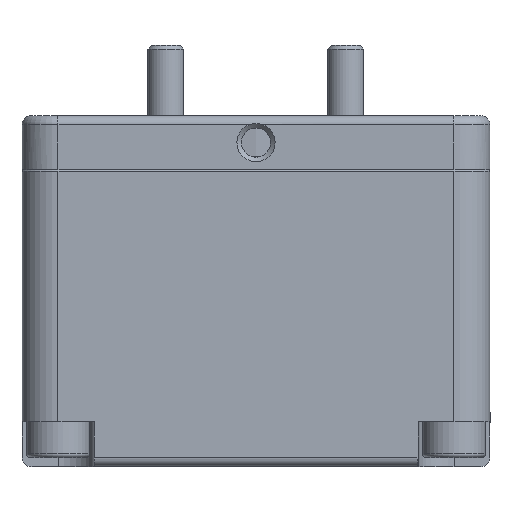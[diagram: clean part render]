
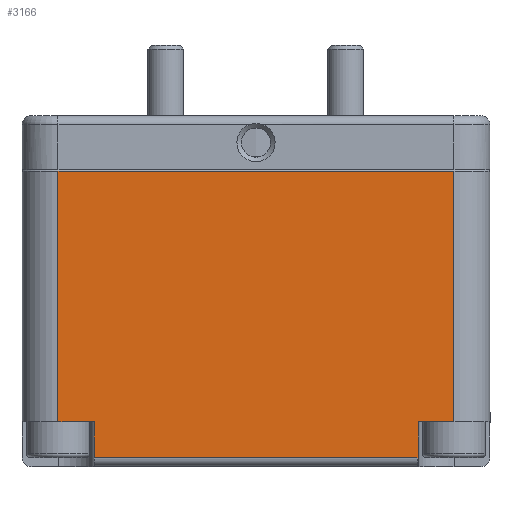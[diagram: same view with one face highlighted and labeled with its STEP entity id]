
A CAD part, left-side view. The second image highlights one B-rep face of the part: STEP entity #3166.
In plain terms, the highlighted planar face has unit normal (-1, 0, 0).
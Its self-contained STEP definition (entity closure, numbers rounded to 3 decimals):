
#330=LINE('',#5431,#585);
#331=LINE('',#5435,#586);
#332=LINE('',#5437,#587);
#333=LINE('',#5439,#588);
#334=LINE('',#5441,#589);
#335=LINE('',#5443,#590);
#336=LINE('',#5445,#591);
#337=LINE('',#5446,#592);
#585=VECTOR('',#4417,10.);
#586=VECTOR('',#4422,10.);
#587=VECTOR('',#4423,10.);
#588=VECTOR('',#4424,10.);
#589=VECTOR('',#4425,10.);
#590=VECTOR('',#4426,10.);
#591=VECTOR('',#4427,10.);
#592=VECTOR('',#4428,10.);
#792=FACE_OUTER_BOUND('',#1010,.T.);
#1010=EDGE_LOOP('',(#2675,#2676,#2677,#2678,#2679,#2680,#2681,#2682));
#1525=VERTEX_POINT('',#5428);
#1526=VERTEX_POINT('',#5430);
#1527=VERTEX_POINT('',#5434);
#1528=VERTEX_POINT('',#5436);
#1529=VERTEX_POINT('',#5438);
#1530=VERTEX_POINT('',#5440);
#1531=VERTEX_POINT('',#5442);
#1532=VERTEX_POINT('',#5444);
#1928=EDGE_CURVE('',#1525,#1526,#330,.T.);
#1930=EDGE_CURVE('',#1525,#1527,#331,.T.);
#1931=EDGE_CURVE('',#1527,#1528,#332,.T.);
#1932=EDGE_CURVE('',#1529,#1528,#333,.T.);
#1933=EDGE_CURVE('',#1530,#1529,#334,.T.);
#1934=EDGE_CURVE('',#1531,#1530,#335,.T.);
#1935=EDGE_CURVE('',#1531,#1532,#336,.T.);
#1936=EDGE_CURVE('',#1532,#1526,#337,.T.);
#2675=ORIENTED_EDGE('',*,*,#1928,.F.);
#2676=ORIENTED_EDGE('',*,*,#1930,.T.);
#2677=ORIENTED_EDGE('',*,*,#1931,.T.);
#2678=ORIENTED_EDGE('',*,*,#1932,.F.);
#2679=ORIENTED_EDGE('',*,*,#1933,.F.);
#2680=ORIENTED_EDGE('',*,*,#1934,.F.);
#2681=ORIENTED_EDGE('',*,*,#1935,.T.);
#2682=ORIENTED_EDGE('',*,*,#1936,.T.);
#3006=PLANE('',#3532);
#3166=ADVANCED_FACE('',(#792),#3006,.T.);
#3532=AXIS2_PLACEMENT_3D('',#5433,#4420,#4421);
#4417=DIRECTION('',(0.,1.,0.));
#4420=DIRECTION('center_axis',(-1.,0.,0.));
#4421=DIRECTION('ref_axis',(0.,-1.,0.));
#4422=DIRECTION('',(0.,0.,1.));
#4423=DIRECTION('',(0.,-1.,0.));
#4424=DIRECTION('',(0.,0.,-1.));
#4425=DIRECTION('',(0.,-1.,0.));
#4426=DIRECTION('',(0.,0.,1.));
#4427=DIRECTION('',(0.,-1.,0.));
#4428=DIRECTION('',(0.,0.,-1.));
#5428=CARTESIAN_POINT('',(-56.5,-18.,1.));
#5430=CARTESIAN_POINT('',(-56.5,18.,1.));
#5431=CARTESIAN_POINT('',(-56.5,13.,1.));
#5433=CARTESIAN_POINT('Origin',(-56.5,26.,0.));
#5434=CARTESIAN_POINT('',(-56.5,-18.,5.));
#5435=CARTESIAN_POINT('',(-56.5,-18.,0.));
#5436=CARTESIAN_POINT('',(-56.5,-22.,5.));
#5437=CARTESIAN_POINT('',(-56.5,2.,5.));
#5438=CARTESIAN_POINT('',(-56.5,-22.,32.8));
#5439=CARTESIAN_POINT('',(-56.5,-22.,0.));
#5440=CARTESIAN_POINT('',(-56.5,22.,32.8));
#5441=CARTESIAN_POINT('',(-56.5,13.,32.8));
#5442=CARTESIAN_POINT('',(-56.5,22.,5.));
#5443=CARTESIAN_POINT('',(-56.5,22.,0.));
#5444=CARTESIAN_POINT('',(-56.5,18.,5.));
#5445=CARTESIAN_POINT('',(-56.5,24.,5.));
#5446=CARTESIAN_POINT('',(-56.5,18.,0.));
